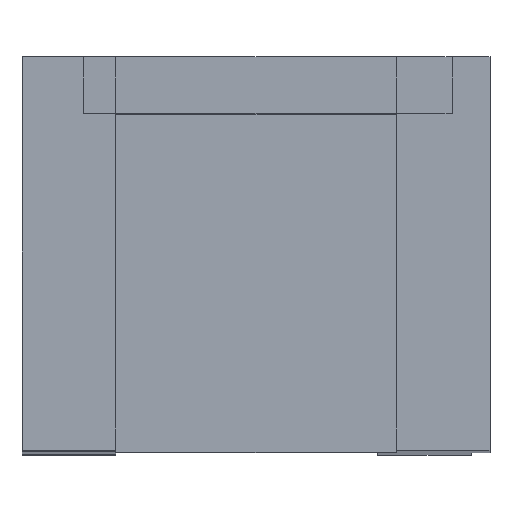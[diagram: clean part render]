
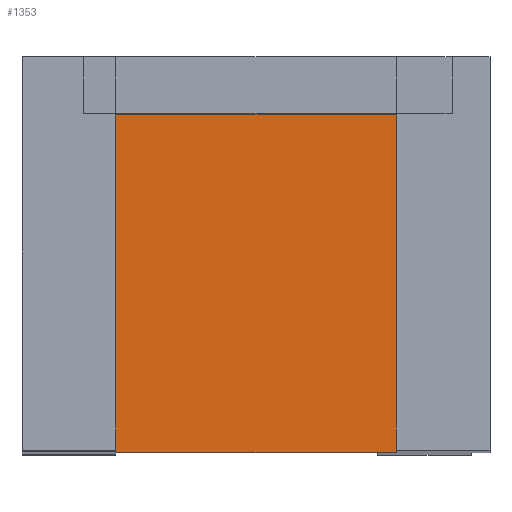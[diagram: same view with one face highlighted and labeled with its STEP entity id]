
A CAD part, top view. The second image highlights one B-rep face of the part: STEP entity #1353.
In plain terms, the highlighted planar face has unit normal (0, 0, 1).
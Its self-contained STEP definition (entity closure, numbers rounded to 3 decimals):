
#230 = VERTEX_POINT('',#231);
#231 = CARTESIAN_POINT('',(0.,21.,25.5));
#237 = EDGE_CURVE('',#230,#238,#240,.T.);
#238 = VERTEX_POINT('',#239);
#239 = CARTESIAN_POINT('',(15.,21.,25.5));
#240 = LINE('',#241,#242);
#241 = CARTESIAN_POINT('',(0.,21.,25.5));
#242 = VECTOR('',#243,1.);
#243 = DIRECTION('',(1.,0.,0.));
#1249 = VERTEX_POINT('',#1250);
#1250 = CARTESIAN_POINT('',(15.,0.,25.5));
#1256 = EDGE_CURVE('',#1249,#238,#1257,.T.);
#1257 = LINE('',#1258,#1259);
#1258 = CARTESIAN_POINT('',(15.,0.,25.5));
#1259 = VECTOR('',#1260,1.);
#1260 = DIRECTION('',(0.,1.,0.));
#1353 = ADVANCED_FACE('',(#1354),#1372,.F.);
#1354 = FACE_BOUND('',#1355,.F.);
#1355 = EDGE_LOOP('',(#1356,#1364,#1365,#1366));
#1356 = ORIENTED_EDGE('',*,*,#1357,.T.);
#1357 = EDGE_CURVE('',#1358,#230,#1360,.T.);
#1358 = VERTEX_POINT('',#1359);
#1359 = CARTESIAN_POINT('',(0.,0.,25.5));
#1360 = LINE('',#1361,#1362);
#1361 = CARTESIAN_POINT('',(0.,0.,25.5));
#1362 = VECTOR('',#1363,1.);
#1363 = DIRECTION('',(0.,1.,0.));
#1364 = ORIENTED_EDGE('',*,*,#237,.T.);
#1365 = ORIENTED_EDGE('',*,*,#1256,.F.);
#1366 = ORIENTED_EDGE('',*,*,#1367,.F.);
#1367 = EDGE_CURVE('',#1358,#1249,#1368,.T.);
#1368 = LINE('',#1369,#1370);
#1369 = CARTESIAN_POINT('',(0.,0.,25.5));
#1370 = VECTOR('',#1371,1.);
#1371 = DIRECTION('',(1.,0.,0.));
#1372 = PLANE('',#1373);
#1373 = AXIS2_PLACEMENT_3D('',#1374,#1375,#1376);
#1374 = CARTESIAN_POINT('',(0.,0.,25.5));
#1375 = DIRECTION('',(0.,0.,-1.));
#1376 = DIRECTION('',(1.,0.,0.));
